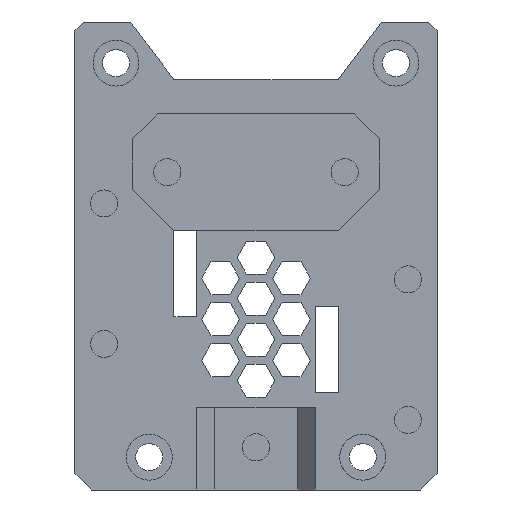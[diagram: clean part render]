
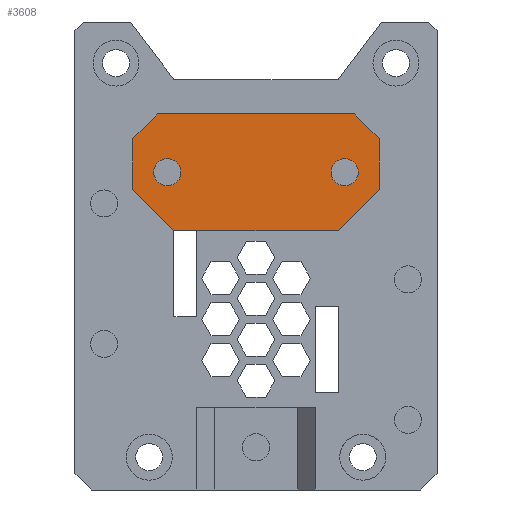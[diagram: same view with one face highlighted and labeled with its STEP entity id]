
A CAD part, front view. The second image highlights one B-rep face of the part: STEP entity #3608.
In plain terms, the highlighted planar face has unit normal (0, -1, 0).
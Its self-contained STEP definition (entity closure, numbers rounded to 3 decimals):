
#72=CIRCLE('',#3834,1.65);
#74=CIRCLE('',#3837,1.65);
#124=FACE_BOUND('',#530,.T.);
#125=FACE_BOUND('',#531,.T.);
#295=FACE_OUTER_BOUND('',#529,.T.);
#529=EDGE_LOOP('',(#3189,#3190,#3191,#3192,#3193,#3194,#3195,#3196));
#530=EDGE_LOOP('',(#3197));
#531=EDGE_LOOP('',(#3198));
#807=LINE('',#5281,#1259);
#976=LINE('',#5720,#1428);
#978=LINE('',#5725,#1430);
#983=LINE('',#5743,#1435);
#986=LINE('',#5747,#1438);
#987=LINE('',#5748,#1439);
#988=LINE('',#5749,#1440);
#989=LINE('',#5750,#1441);
#1259=VECTOR('',#4247,1000.);
#1428=VECTOR('',#4670,1000.);
#1430=VECTOR('',#4674,1000.);
#1435=VECTOR('',#4693,1000.);
#1438=VECTOR('',#4698,1000.);
#1439=VECTOR('',#4699,1000.);
#1440=VECTOR('',#4700,1000.);
#1441=VECTOR('',#4701,1000.);
#1662=VERTEX_POINT('',#5278);
#1663=VERTEX_POINT('',#5280);
#1769=VERTEX_POINT('',#5717);
#1770=VERTEX_POINT('',#5719);
#1771=VERTEX_POINT('',#5723);
#1772=VERTEX_POINT('',#5724);
#1773=VERTEX_POINT('',#5729);
#1775=VERTEX_POINT('',#5735);
#1777=VERTEX_POINT('',#5741);
#1778=VERTEX_POINT('',#5742);
#2048=EDGE_CURVE('',#1662,#1663,#807,.T.);
#2249=EDGE_CURVE('',#1769,#1770,#976,.T.);
#2251=EDGE_CURVE('',#1771,#1772,#978,.T.);
#2254=EDGE_CURVE('',#1773,#1773,#72,.T.);
#2257=EDGE_CURVE('',#1775,#1775,#74,.T.);
#2260=EDGE_CURVE('',#1777,#1778,#983,.T.);
#2263=EDGE_CURVE('',#1769,#1663,#986,.T.);
#2264=EDGE_CURVE('',#1662,#1771,#987,.F.);
#2265=EDGE_CURVE('',#1772,#1778,#988,.T.);
#2266=EDGE_CURVE('',#1777,#1770,#989,.F.);
#3189=ORIENTED_EDGE('',*,*,#2263,.T.);
#3190=ORIENTED_EDGE('',*,*,#2048,.F.);
#3191=ORIENTED_EDGE('',*,*,#2264,.T.);
#3192=ORIENTED_EDGE('',*,*,#2251,.T.);
#3193=ORIENTED_EDGE('',*,*,#2265,.T.);
#3194=ORIENTED_EDGE('',*,*,#2260,.F.);
#3195=ORIENTED_EDGE('',*,*,#2266,.T.);
#3196=ORIENTED_EDGE('',*,*,#2249,.F.);
#3197=ORIENTED_EDGE('',*,*,#2254,.F.);
#3198=ORIENTED_EDGE('',*,*,#2257,.F.);
#3424=PLANE('',#3840);
#3608=ADVANCED_FACE('',(#295,#124,#125),#3424,.T.);
#3834=AXIS2_PLACEMENT_3D('',#5730,#4679,#4680);
#3837=AXIS2_PLACEMENT_3D('',#5736,#4686,#4687);
#3840=AXIS2_PLACEMENT_3D('',#5746,#4696,#4697);
#4247=DIRECTION('',(-1.,0.,0.));
#4670=DIRECTION('',(0.,0.,1.));
#4674=DIRECTION('',(0.,0.,1.));
#4679=DIRECTION('center_axis',(0.,-1.,0.));
#4680=DIRECTION('ref_axis',(0.,0.,-1.));
#4686=DIRECTION('center_axis',(0.,-1.,0.));
#4687=DIRECTION('ref_axis',(0.,0.,-1.));
#4693=DIRECTION('',(1.,0.,0.));
#4696=DIRECTION('center_axis',(0.,-1.,0.));
#4697=DIRECTION('ref_axis',(1.,0.,0.));
#4698=DIRECTION('',(0.707,0.,-0.707));
#4699=DIRECTION('',(-0.707,0.,-0.707));
#4700=DIRECTION('',(-0.707,0.,0.707));
#4701=DIRECTION('',(0.707,0.,0.707));
#5278=CARTESIAN_POINT('',(10.,-7.301,3.1));
#5280=CARTESIAN_POINT('',(-10.,-7.301,3.1));
#5281=CARTESIAN_POINT('',(-17.05,-7.301,3.1));
#5717=CARTESIAN_POINT('',(-15.,-7.301,8.1));
#5719=CARTESIAN_POINT('',(-15.,-7.301,14.3));
#5720=CARTESIAN_POINT('',(-15.,-7.301,10.2));
#5723=CARTESIAN_POINT('',(15.,-7.301,8.1));
#5724=CARTESIAN_POINT('',(15.,-7.301,14.3));
#5725=CARTESIAN_POINT('',(15.,-7.301,10.2));
#5729=CARTESIAN_POINT('',(10.8,-7.301,8.55));
#5730=CARTESIAN_POINT('Origin',(10.8,-7.301,10.2));
#5735=CARTESIAN_POINT('',(-10.8,-7.301,8.55));
#5736=CARTESIAN_POINT('Origin',(-10.8,-7.301,10.2));
#5741=CARTESIAN_POINT('',(-12.,-7.301,17.3));
#5742=CARTESIAN_POINT('',(12.,-7.301,17.3));
#5743=CARTESIAN_POINT('',(0.,-7.301,17.3));
#5746=CARTESIAN_POINT('Origin',(0.,-7.301,
0.));
#5747=CARTESIAN_POINT('',(-3.45,-7.301,-3.45));
#5748=CARTESIAN_POINT('',(3.45,-7.301,-3.45));
#5749=CARTESIAN_POINT('',(14.65,-7.301,14.65));
#5750=CARTESIAN_POINT('',(-14.65,-7.301,14.65));
